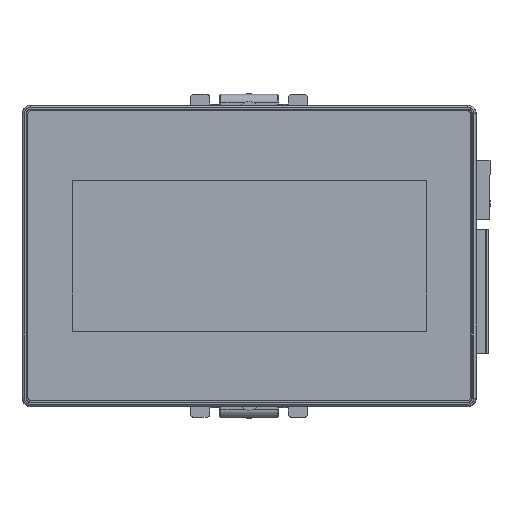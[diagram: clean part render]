
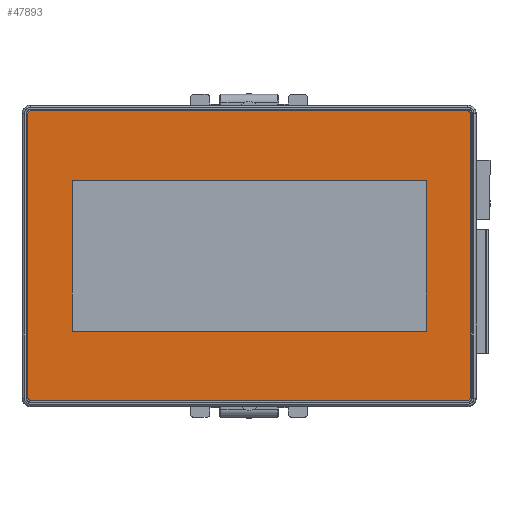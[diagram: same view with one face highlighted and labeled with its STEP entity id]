
A CAD part, top view. The second image highlights one B-rep face of the part: STEP entity #47893.
In plain terms, the highlighted planar face has unit normal (0, 0, 1).
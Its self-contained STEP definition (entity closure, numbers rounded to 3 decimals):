
#1241 = CARTESIAN_POINT ( 'NONE',  ( 55.55, -36.05, 3.938 ) ) ;
#1617 = CARTESIAN_POINT ( 'NONE',  ( 56.55, 37.05, 3.938 ) ) ;
#3022 = CARTESIAN_POINT ( 'NONE',  ( 56.55, -19.25, 3.938 ) ) ;
#4173 = ORIENTED_EDGE ( 'NONE', *, *, #20761, .T. ) ;
#6890 = ORIENTED_EDGE ( 'NONE', *, *, #48119, .T. ) ;
#7239 = VECTOR ( 'NONE', #24020, 1000. ) ;
#8241 = CARTESIAN_POINT ( 'NONE',  ( 45.2, -19.25, 3.938 ) ) ;
#9104 = CARTESIAN_POINT ( 'NONE',  ( 56.55, -36.05, 3.938 ) ) ;
#10326 = CARTESIAN_POINT ( 'NONE',  ( 45.2, 19.25, 3.938 ) ) ;
#10354 = ORIENTED_EDGE ( 'NONE', *, *, #24524, .T. ) ;
#10423 = LINE ( 'NONE', #31411, #28723 ) ;
#10652 = VERTEX_POINT ( 'NONE', #28528 ) ;
#10966 = CIRCLE ( 'NONE', #49437, 1. ) ;
#10981 = CARTESIAN_POINT ( 'NONE',  ( 56.55, 37.05, 3.938 ) ) ;
#11068 = VECTOR ( 'NONE', #36312, 1000. ) ;
#12085 = EDGE_CURVE ( 'NONE', #66052, #59585, #48773, .T. ) ;
#12516 = DIRECTION ( 'NONE',  ( 0., 0., 1. ) ) ;
#15116 = CARTESIAN_POINT ( 'NONE',  ( -55.55, -36.05, 3.938 ) ) ;
#15181 = ORIENTED_EDGE ( 'NONE', *, *, #48491, .T. ) ;
#15320 = CARTESIAN_POINT ( 'NONE',  ( 56.55, 19.25, 3.938 ) ) ;
#16062 = LINE ( 'NONE', #37046, #32426 ) ;
#16145 = FACE_BOUND ( 'NONE', #18608, .T. ) ;
#16200 = ORIENTED_EDGE ( 'NONE', *, *, #22827, .T. ) ;
#16491 = DIRECTION ( 'NONE',  ( 1., 0., 0. ) ) ;
#18488 = CARTESIAN_POINT ( 'NONE',  ( -56.55, 37.05, 3.938 ) ) ;
#18604 = EDGE_CURVE ( 'NONE', #23650, #30371, #42638, .T. ) ;
#18608 = EDGE_LOOP ( 'NONE', ( #6890, #53986, #53657, #63777 ) ) ;
#18703 = CARTESIAN_POINT ( 'NONE',  ( -55.55, 36.05, 3.938 ) ) ;
#18804 = VERTEX_POINT ( 'NONE', #55269 ) ;
#19265 = CARTESIAN_POINT ( 'NONE',  ( 55.55, 37.05, 3.938 ) ) ;
#20761 = EDGE_CURVE ( 'NONE', #10652, #18804, #48210, .T. ) ;
#20776 = DIRECTION ( 'NONE',  ( -1., 0., 0. ) ) ;
#21817 = CIRCLE ( 'NONE', #60129, 1. ) ;
#22612 = DIRECTION ( 'NONE',  ( 0., 1., 0. ) ) ;
#22827 = EDGE_CURVE ( 'NONE', #52001, #23650, #21817, .T. ) ;
#23650 = VERTEX_POINT ( 'NONE', #64807 ) ;
#24020 = DIRECTION ( 'NONE',  ( -1., 0., 0. ) ) ;
#24313 = VERTEX_POINT ( 'NONE', #46024 ) ;
#24524 = EDGE_CURVE ( 'NONE', #30371, #66052, #10966, .T. ) ;
#24765 = CIRCLE ( 'NONE', #63016, 1. ) ;
#28528 = CARTESIAN_POINT ( 'NONE',  ( -55.55, 37.05, 3.938 ) ) ;
#28723 = VECTOR ( 'NONE', #52392, 1000. ) ;
#29400 = CARTESIAN_POINT ( 'NONE',  ( -45.2, 19.25, 3.938 ) ) ;
#29864 = CARTESIAN_POINT ( 'NONE',  ( 56.55, 36.05, 3.938 ) ) ;
#30371 = VERTEX_POINT ( 'NONE', #63482 ) ;
#31411 = CARTESIAN_POINT ( 'NONE',  ( 45.2, 37.05, 3.938 ) ) ;
#31968 = DIRECTION ( 'NONE',  ( 0., 0., 1. ) ) ;
#32426 = VECTOR ( 'NONE', #57924, 1000. ) ;
#32804 = VECTOR ( 'NONE', #39483, 1000. ) ;
#33190 = EDGE_CURVE ( 'NONE', #47711, #10652, #46942, .T. ) ;
#33504 = DIRECTION ( 'NONE',  ( 1., 0., 0. ) ) ;
#34070 = EDGE_CURVE ( 'NONE', #65252, #24313, #50177, .T. ) ;
#36114 = DIRECTION ( 'NONE',  ( 0., 0., 1. ) ) ;
#36312 = DIRECTION ( 'NONE',  ( 1., 0., 0. ) ) ;
#36841 = ORIENTED_EDGE ( 'NONE', *, *, #18604, .T. ) ;
#37046 = CARTESIAN_POINT ( 'NONE',  ( -45.2, 37.05, 3.938 ) ) ;
#37129 = FACE_OUTER_BOUND ( 'NONE', #56836, .T. ) ;
#37523 = ORIENTED_EDGE ( 'NONE', *, *, #57167, .T. ) ;
#38060 = DIRECTION ( 'NONE',  ( 0., 0., 1. ) ) ;
#39483 = DIRECTION ( 'NONE',  ( 0., -1., 0. ) ) ;
#39696 = DIRECTION ( 'NONE',  ( 0., 0., 1. ) ) ;
#41674 = ORIENTED_EDGE ( 'NONE', *, *, #12085, .T. ) ;
#42638 = LINE ( 'NONE', #63400, #61045 ) ;
#43106 = EDGE_CURVE ( 'NONE', #57656, #50604, #62265, .T. ) ;
#44966 = CARTESIAN_POINT ( 'NONE',  ( -56.55, -36.05, 3.938 ) ) ;
#46024 = CARTESIAN_POINT ( 'NONE',  ( -45.2, -19.25, 3.938 ) ) ;
#46942 = LINE ( 'NONE', #67620, #58695 ) ;
#47711 = VERTEX_POINT ( 'NONE', #19265 ) ;
#47893 = ADVANCED_FACE ( 'NONE', ( #16145, #37129 ), #58003, .T. ) ;
#48119 = EDGE_CURVE ( 'NONE', #24313, #57656, #16062, .T. ) ;
#48210 = CIRCLE ( 'NONE', #56904, 1. ) ;
#48491 = EDGE_CURVE ( 'NONE', #59585, #47711, #24765, .T. ) ;
#48773 = LINE ( 'NONE', #1617, #51440 ) ;
#49437 = AXIS2_PLACEMENT_3D ( 'NONE', #1241, #38060, #58908 ) ;
#50177 = LINE ( 'NONE', #3022, #7239 ) ;
#50604 = VERTEX_POINT ( 'NONE', #10326 ) ;
#51440 = VECTOR ( 'NONE', #22612, 1000. ) ;
#52001 = VERTEX_POINT ( 'NONE', #44966 ) ;
#52392 = DIRECTION ( 'NONE',  ( 0., -1., 0. ) ) ;
#52942 = DIRECTION ( 'NONE',  ( 1., 0., 0. ) ) ;
#53657 = ORIENTED_EDGE ( 'NONE', *, *, #61097, .T. ) ;
#53986 = ORIENTED_EDGE ( 'NONE', *, *, #43106, .T. ) ;
#55269 = CARTESIAN_POINT ( 'NONE',  ( -56.55, 36.05, 3.938 ) ) ;
#56836 = EDGE_LOOP ( 'NONE', ( #37523, #16200, #36841, #10354, #41674, #15181, #67192, #4173 ) ) ;
#56904 = AXIS2_PLACEMENT_3D ( 'NONE', #18703, #39696, #60526 ) ;
#56999 = DIRECTION ( 'NONE',  ( 1., 0., 0. ) ) ;
#57167 = EDGE_CURVE ( 'NONE', #18804, #52001, #65362, .T. ) ;
#57656 = VERTEX_POINT ( 'NONE', #29400 ) ;
#57924 = DIRECTION ( 'NONE',  ( 0., 1., 0. ) ) ;
#58003 = PLANE ( 'NONE',  #60565 ) ;
#58695 = VECTOR ( 'NONE', #20776, 1000. ) ;
#58908 = DIRECTION ( 'NONE',  ( 1., 0., 0. ) ) ;
#59507 = CARTESIAN_POINT ( 'NONE',  ( 55.55, 36.05, 3.938 ) ) ;
#59585 = VERTEX_POINT ( 'NONE', #29864 ) ;
#60129 = AXIS2_PLACEMENT_3D ( 'NONE', #15116, #36114, #56999 ) ;
#60526 = DIRECTION ( 'NONE',  ( 1., 0., 0. ) ) ;
#60565 = AXIS2_PLACEMENT_3D ( 'NONE', #10981, #31968, #52942 ) ;
#61045 = VECTOR ( 'NONE', #16491, 1000. ) ;
#61097 = EDGE_CURVE ( 'NONE', #50604, #65252, #10423, .T. ) ;
#62265 = LINE ( 'NONE', #15320, #11068 ) ;
#63016 = AXIS2_PLACEMENT_3D ( 'NONE', #59507, #12516, #33504 ) ;
#63400 = CARTESIAN_POINT ( 'NONE',  ( 56.55, -37.05, 3.938 ) ) ;
#63482 = CARTESIAN_POINT ( 'NONE',  ( 55.55, -37.05, 3.938 ) ) ;
#63777 = ORIENTED_EDGE ( 'NONE', *, *, #34070, .T. ) ;
#64807 = CARTESIAN_POINT ( 'NONE',  ( -55.55, -37.05, 3.938 ) ) ;
#65252 = VERTEX_POINT ( 'NONE', #8241 ) ;
#65362 = LINE ( 'NONE', #18488, #32804 ) ;
#66052 = VERTEX_POINT ( 'NONE', #9104 ) ;
#67192 = ORIENTED_EDGE ( 'NONE', *, *, #33190, .T. ) ;
#67620 = CARTESIAN_POINT ( 'NONE',  ( 56.55, 37.05, 3.938 ) ) ;
